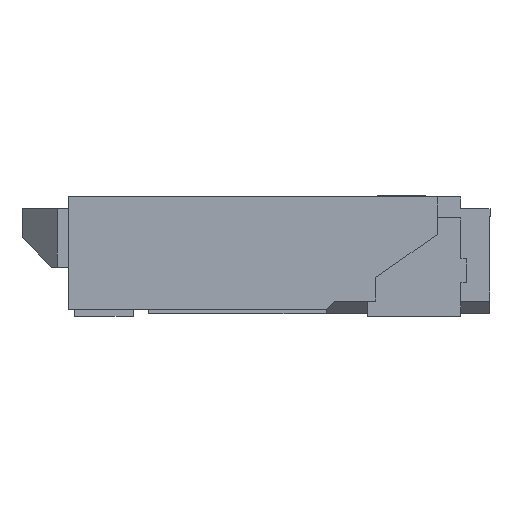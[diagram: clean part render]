
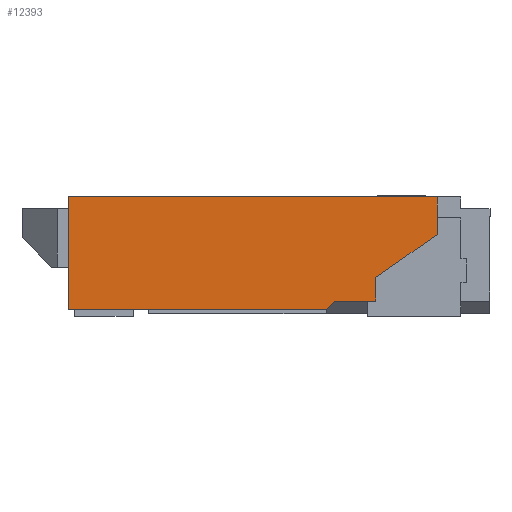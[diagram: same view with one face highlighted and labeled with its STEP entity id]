
A CAD part, left-side view. The second image highlights one B-rep face of the part: STEP entity #12393.
In plain terms, the highlighted planar face has unit normal (-1, 0, 0).
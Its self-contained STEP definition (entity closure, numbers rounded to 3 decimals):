
#136 = CARTESIAN_POINT ( 'NONE',  ( -3.85, -1.022, 0.31 ) ) ;
#414 = DIRECTION ( 'NONE',  ( 0., 1., 0. ) ) ;
#768 = CARTESIAN_POINT ( 'NONE',  ( -3.85, 1.6, 1. ) ) ;
#1023 = DIRECTION ( 'NONE',  ( 0., 0.707, -0.707 ) ) ;
#1365 = ORIENTED_EDGE ( 'NONE', *, *, #19903, .F. ) ;
#1924 = CARTESIAN_POINT ( 'NONE',  ( -3.85, 1.6, 0.04 ) ) ;
#2338 = DIRECTION ( 'NONE',  ( 1., 0., 0. ) ) ;
#2419 = ORIENTED_EDGE ( 'NONE', *, *, #34151, .F. ) ;
#3829 = CARTESIAN_POINT ( 'NONE',  ( -3.85, -0.67, 0.11 ) ) ;
#4480 = EDGE_CURVE ( 'NONE', #19700, #5557, #8857, .T. ) ;
#4883 = CARTESIAN_POINT ( 'NONE',  ( -3.85, 1.6, 0.04 ) ) ;
#5124 = ORIENTED_EDGE ( 'NONE', *, *, #9852, .F. ) ;
#5131 = PLANE ( 'NONE',  #10731 ) ;
#5510 = FACE_OUTER_BOUND ( 'NONE', #22868, .T. ) ;
#5557 = VERTEX_POINT ( 'NONE', #26877 ) ;
#5800 = DIRECTION ( 'NONE',  ( 0., 0., 1. ) ) ;
#5982 = LINE ( 'NONE', #30663, #27294 ) ;
#6123 = EDGE_CURVE ( 'NONE', #8158, #31483, #34684, .T. ) ;
#8158 = VERTEX_POINT ( 'NONE', #17720 ) ;
#8576 = CARTESIAN_POINT ( 'NONE',  ( -3.85, -1.55, 1. ) ) ;
#8857 = LINE ( 'NONE', #3829, #16266 ) ;
#9852 = EDGE_CURVE ( 'NONE', #29552, #19700, #14424, .T. ) ;
#9866 = VECTOR ( 'NONE', #31985, 1000. ) ;
#10496 = VERTEX_POINT ( 'NONE', #1924 ) ;
#10550 = LINE ( 'NONE', #17911, #9866 ) ;
#10731 = AXIS2_PLACEMENT_3D ( 'NONE', #16293, #2338, #13570 ) ;
#11603 = VECTOR ( 'NONE', #12304, 1000. ) ;
#12304 = DIRECTION ( 'NONE',  ( 0., 0., -1. ) ) ;
#12393 = ADVANCED_FACE ( 'NONE', ( #5510 ), #5131, .F. ) ;
#13570 = DIRECTION ( 'NONE',  ( 0., 0., 1. ) ) ;
#14392 = DIRECTION ( 'NONE',  ( 0., 0.819, -0.574 ) ) ;
#14424 = LINE ( 'NONE', #25578, #32070 ) ;
#14603 = ORIENTED_EDGE ( 'NONE', *, *, #6123, .F. ) ;
#14667 = VECTOR ( 'NONE', #21767, 1000. ) ;
#16266 = VECTOR ( 'NONE', #1023, 1000. ) ;
#16293 = CARTESIAN_POINT ( 'NONE',  ( -3.85, -2., 0. ) ) ;
#17705 = DIRECTION ( 'NONE',  ( 0., -1., 0. ) ) ;
#17720 = CARTESIAN_POINT ( 'NONE',  ( -3.85, 1.6, 1. ) ) ;
#17911 = CARTESIAN_POINT ( 'NONE',  ( -3.85, -0.6, 0.04 ) ) ;
#18278 = CARTESIAN_POINT ( 'NONE',  ( -3.85, -1.022, 0.11 ) ) ;
#19700 = VERTEX_POINT ( 'NONE', #29414 ) ;
#19865 = ORIENTED_EDGE ( 'NONE', *, *, #27120, .F. ) ;
#19903 = EDGE_CURVE ( 'NONE', #10496, #8158, #22223, .T. ) ;
#21767 = DIRECTION ( 'NONE',  ( 0., 0., -1. ) ) ;
#22202 = ORIENTED_EDGE ( 'NONE', *, *, #32653, .F. ) ;
#22223 = LINE ( 'NONE', #4883, #32879 ) ;
#22868 = EDGE_LOOP ( 'NONE', ( #19865, #14603, #1365, #22202, #28151, #5124, #2419, #22923 ) ) ;
#22923 = ORIENTED_EDGE ( 'NONE', *, *, #24253, .F. ) ;
#24253 = EDGE_CURVE ( 'NONE', #32715, #24767, #5982, .T. ) ;
#24283 = CARTESIAN_POINT ( 'NONE',  ( -3.85, -1.022, 0.31 ) ) ;
#24767 = VERTEX_POINT ( 'NONE', #24283 ) ;
#25309 = LINE ( 'NONE', #136, #11603 ) ;
#25578 = CARTESIAN_POINT ( 'NONE',  ( -3.85, -1.022, 0.11 ) ) ;
#26877 = CARTESIAN_POINT ( 'NONE',  ( -3.85, -0.6, 0.04 ) ) ;
#27120 = EDGE_CURVE ( 'NONE', #31483, #32715, #32576, .T. ) ;
#27294 = VECTOR ( 'NONE', #14392, 1000. ) ;
#28151 = ORIENTED_EDGE ( 'NONE', *, *, #4480, .F. ) ;
#29169 = CARTESIAN_POINT ( 'NONE',  ( -3.85, -1.55, 0.68 ) ) ;
#29414 = CARTESIAN_POINT ( 'NONE',  ( -3.85, -0.67, 0.11 ) ) ;
#29552 = VERTEX_POINT ( 'NONE', #18278 ) ;
#29858 = CARTESIAN_POINT ( 'NONE',  ( -3.85, -1.55, 1. ) ) ;
#30663 = CARTESIAN_POINT ( 'NONE',  ( -3.85, -1.55, 0.68 ) ) ;
#31483 = VERTEX_POINT ( 'NONE', #8576 ) ;
#31985 = DIRECTION ( 'NONE',  ( 0., 1., 0. ) ) ;
#32070 = VECTOR ( 'NONE', #414, 1000. ) ;
#32576 = LINE ( 'NONE', #29858, #14667 ) ;
#32653 = EDGE_CURVE ( 'NONE', #5557, #10496, #10550, .T. ) ;
#32715 = VERTEX_POINT ( 'NONE', #29169 ) ;
#32879 = VECTOR ( 'NONE', #5800, 1000. ) ;
#34151 = EDGE_CURVE ( 'NONE', #24767, #29552, #25309, .T. ) ;
#34444 = VECTOR ( 'NONE', #17705, 1000. ) ;
#34684 = LINE ( 'NONE', #768, #34444 ) ;
